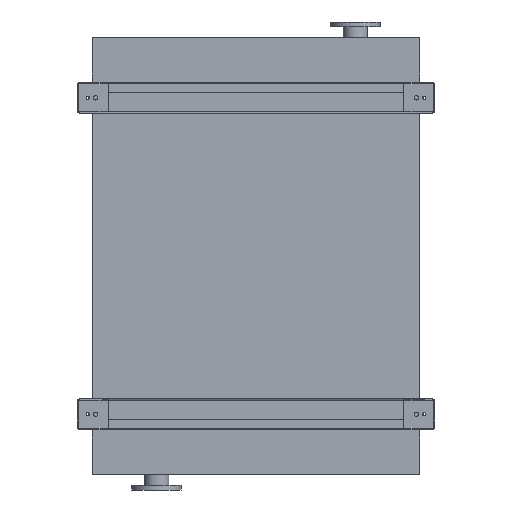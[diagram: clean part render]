
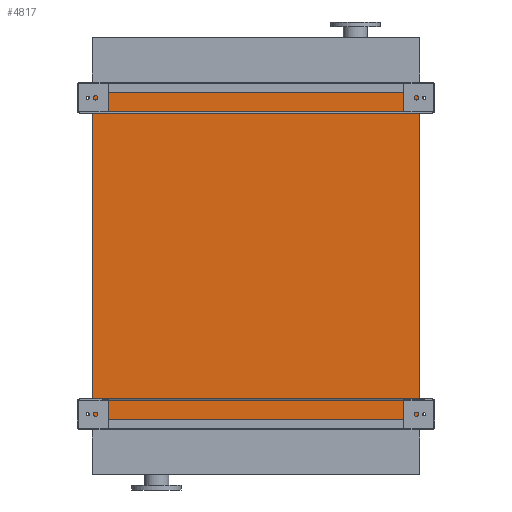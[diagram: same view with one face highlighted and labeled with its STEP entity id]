
A CAD part, front view. The second image highlights one B-rep face of the part: STEP entity #4817.
In plain terms, the highlighted planar face has unit normal (0, -1, 0).
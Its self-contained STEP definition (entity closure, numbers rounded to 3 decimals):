
#20 = FACE_OUTER_BOUND ( 'NONE', #17770, .T. ) ;
#81 = VECTOR ( 'NONE', #17899, 1000. ) ;
#383 = DIRECTION ( 'NONE',  ( 1., 0., 0. ) ) ;
#853 = VERTEX_POINT ( 'NONE', #18703 ) ;
#1768 = PLANE ( 'NONE',  #9042 ) ;
#2090 = CARTESIAN_POINT ( 'NONE',  ( -725., 0., -1450. ) ) ;
#2461 = EDGE_CURVE ( 'NONE', #12958, #22696, #9522, .T. ) ;
#3279 = ORIENTED_EDGE ( 'NONE', *, *, #6519, .T. ) ;
#3531 = DIRECTION ( 'NONE',  ( 0., 0., -1. ) ) ;
#4817 = ADVANCED_FACE ( 'NONE', ( #20 ), #1768, .T. ) ;
#5213 = VECTOR ( 'NONE', #383, 1000. ) ;
#5288 = CARTESIAN_POINT ( 'NONE',  ( -725., 0., 0. ) ) ;
#6345 = ORIENTED_EDGE ( 'NONE', *, *, #17030, .F. ) ;
#6519 = EDGE_CURVE ( 'NONE', #12958, #20393, #14677, .T. ) ;
#7085 = DIRECTION ( 'NONE',  ( 1., 0., 0. ) ) ;
#7494 = ORIENTED_EDGE ( 'NONE', *, *, #2461, .F. ) ;
#8729 = CARTESIAN_POINT ( 'NONE',  ( -725., 0., 0. ) ) ;
#9042 = AXIS2_PLACEMENT_3D ( 'NONE', #12419, #14217, #3531 ) ;
#9150 = EDGE_CURVE ( 'NONE', #20393, #853, #9523, .T. ) ;
#9192 = CARTESIAN_POINT ( 'NONE',  ( 725., 0., -1450. ) ) ;
#9501 = VECTOR ( 'NONE', #7085, 1000. ) ;
#9522 = LINE ( 'NONE', #19605, #81 ) ;
#9523 = LINE ( 'NONE', #9791, #18375 ) ;
#9791 = CARTESIAN_POINT ( 'NONE',  ( 725., 0., -1450. ) ) ;
#10051 = LINE ( 'NONE', #5288, #9501 ) ;
#11586 = DIRECTION ( 'NONE',  ( 0., 0., 1. ) ) ;
#12419 = CARTESIAN_POINT ( 'NONE',  ( -725., 0., -1450. ) ) ;
#12634 = CARTESIAN_POINT ( 'NONE',  ( -725., 0., -1450. ) ) ;
#12958 = VERTEX_POINT ( 'NONE', #12634 ) ;
#14217 = DIRECTION ( 'NONE',  ( 0., -1., 0. ) ) ;
#14677 = LINE ( 'NONE', #2090, #5213 ) ;
#17030 = EDGE_CURVE ( 'NONE', #22696, #853, #10051, .T. ) ;
#17770 = EDGE_LOOP ( 'NONE', ( #6345, #7494, #3279, #18535 ) ) ;
#17899 = DIRECTION ( 'NONE',  ( 0., 0., 1. ) ) ;
#18375 = VECTOR ( 'NONE', #11586, 1000. ) ;
#18535 = ORIENTED_EDGE ( 'NONE', *, *, #9150, .T. ) ;
#18703 = CARTESIAN_POINT ( 'NONE',  ( 725., 0., 0. ) ) ;
#19605 = CARTESIAN_POINT ( 'NONE',  ( -725., 0., -1450. ) ) ;
#20393 = VERTEX_POINT ( 'NONE', #9192 ) ;
#22696 = VERTEX_POINT ( 'NONE', #8729 ) ;
